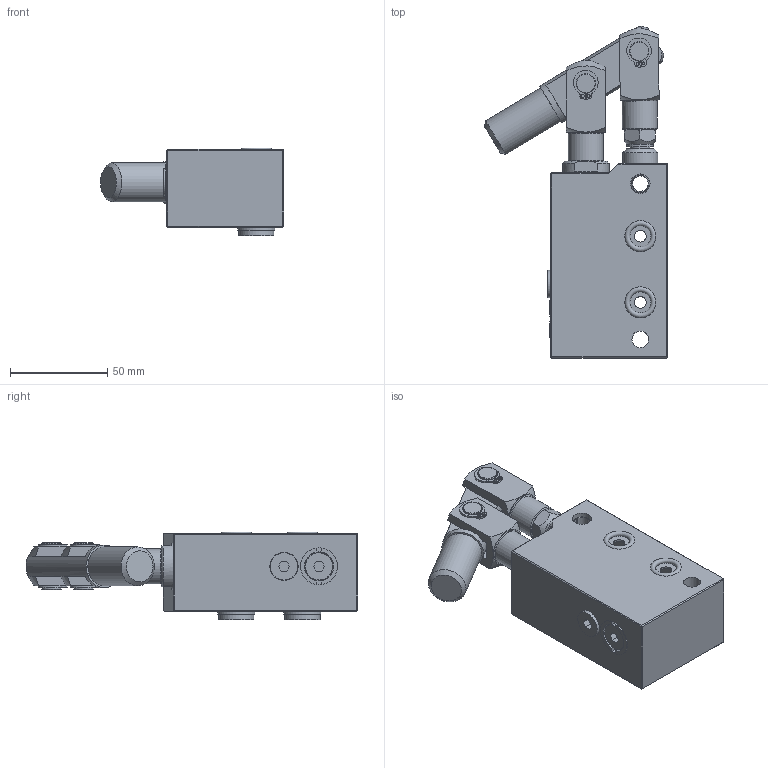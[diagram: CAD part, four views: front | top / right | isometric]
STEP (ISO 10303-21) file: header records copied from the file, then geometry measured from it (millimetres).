
FILE_DESCRIPTION((''),'2;1');
FILE_NAME('6106.0001.00.00_D2.stp','2015-04-28T16:56:28',('Christian'),(''),'Autodesk Inventor 2013','Autodesk Inventor 2013','');
FILE_SCHEMA(('AUTOMOTIVE_DESIGN { 1 0 10303 214 1 1 1 1 }'));
Length unit declared in the file: millimetre
Products named in the file (1): 6106.0001.00
Bounding box: 94.11 x 170.53 x 45.12 mm (x, y, z)
Surface area: 62868.6 mm2 (no closed solid volume)
Topology: 0 solids, 10 shells, 399 faces, 1035 edges, 650 vertices
Faces by surface type: plane 199, cylinder 114, cone 56, torus 30
Full cylindrical faces by diameter (mm): 1.5 x8, 6 x2, 8 x1, 8.376 x3, 8.6 x2, 9.6 x4, 10 x13, 13.5 x2, 13.6 x1, 14 x5, 14.5 x1, 15 x1, 16 x4, 18 x7, 18.4 x1, 19 x2, 20 x1, 22 x1, 22.5 x2, 24 x1
Entity records: 11857 total; most frequent: CARTESIAN_POINT 2298, DIRECTION 1894, ORIENTED_EDGE 1754, EDGE_CURVE 877, AXIS2_PLACEMENT_3D 735, VERTEX_POINT 603, EDGE_LOOP 586, VECTOR 424
